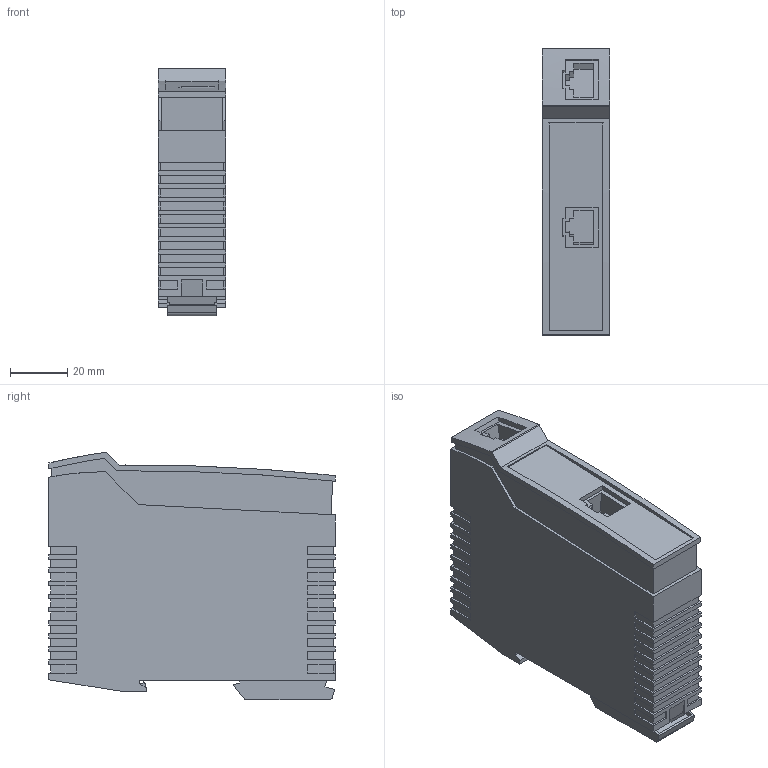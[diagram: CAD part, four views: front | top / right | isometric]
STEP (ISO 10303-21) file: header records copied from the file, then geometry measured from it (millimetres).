
FILE_DESCRIPTION(('Creo Elements/Direct Modeling STEP Export'),'2;1');
FILE_NAME('model.stp','2019-01-30T11:51:58',(''),(''),'Creo Elements/Direct Modeling STEP processor for AP214 (Solid Model)','Creo Elements/Direct Modeling 18.1I 14-Aug-2016 (C) Parametric Technology GmbH','');
FILE_SCHEMA(('AUTOMOTIVE_DESIGN { 1 0 10303 214 1 1 1 1 }'));
Length unit declared in the file: millimetre
Products named in the file (2): PP_RJ_RJ_F-select
Assembly tree (1 placements, depth 2):
  PP_RJ_RJ_F-select
    PP_RJ_RJ_F-select
Bounding box: 23.6 x 100.3 x 86.63 mm (x, y, z)
Volume: 174679.7 mm3; surface area: 27545 mm2
Topology: 1 solids, 1 shells, 277 faces, 798 edges, 532 vertices
Faces by surface type: plane 263, cylinder 10, extrusion 4
Entity records: 10785 total; most frequent: CARTESIAN_POINT 1603, ORIENTED_EDGE 1596, DIRECTION 1214, EDGE_CURVE 798, VECTOR 720, LINE 716, VERTEX_POINT 532, EDGE_LOOP 286
